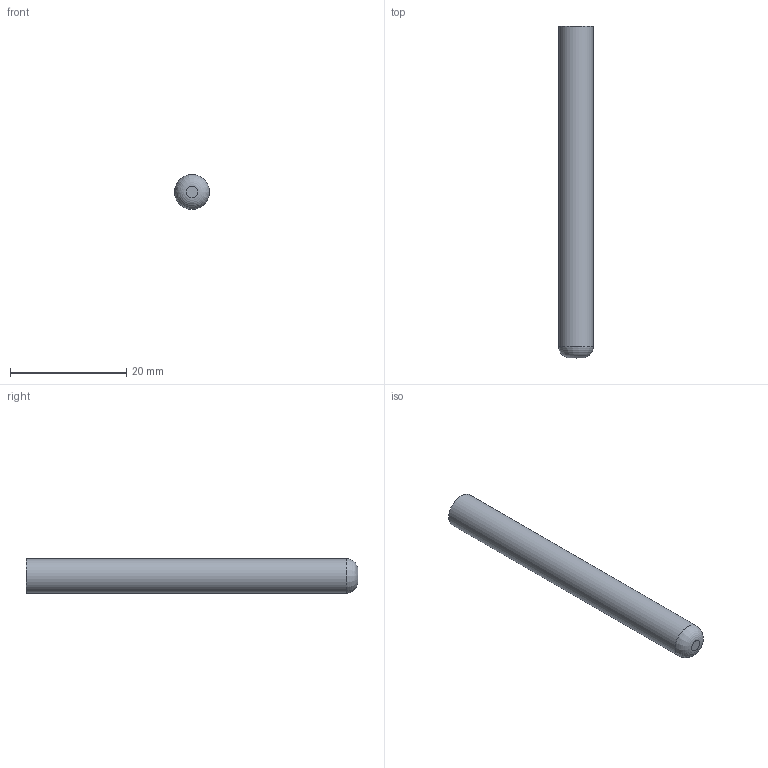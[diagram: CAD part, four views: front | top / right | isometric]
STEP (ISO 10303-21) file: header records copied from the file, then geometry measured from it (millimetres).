
FILE_DESCRIPTION(('OPEN MIND Model'),'2;1');
FILE_NAME('OPEN MIND Shape Model','2020-06-25T14:26:52',('Author'),( 'hyperCAD-S '),'hyperCAD-S STEP processor 6.6','hyperCAD-S 1.0' ,'Unknown');
FILE_SCHEMA(('AUTOMOTIVE_DESIGN { 1 0 10303 214 1 1 1 1 }'));
Length unit declared in the file: millimetre
Products named in the file (10): Product 14; Product 14.1; Product 14.2; Product 14.3; Product 14.4; Product 14.5; Product 14.6; Product 14.7; Product 14.8; Product 14.9
Assembly tree (9 placements, depth 2):
  Product 14
    Product 14.1
    Product 14.2
    Product 14.3
    Product 14.4
    Product 14.5
    Product 14.6
    Product 14.7
    Product 14.8
    Product 14.9
Bounding box: 6 x 57 x 6 mm (x, y, z)
Surface area: 2226 mm2
Topology: 2 solids, 2 shells, 8 faces, 18 edges, 22 vertices
Faces by surface type: plane 4, cylinder 2, revolution 2
Full cylindrical faces by diameter (mm): 6 x2
Entity records: 578 total; most frequent: CARTESIAN_POINT 96, DIRECTION 80, AXIS2_PLACEMENT_3D 26, LINE 24, VECTOR 24, ORIENTED_EDGE 20, PCURVE 20, DEFINITIONAL_REPRESENTATION 20
